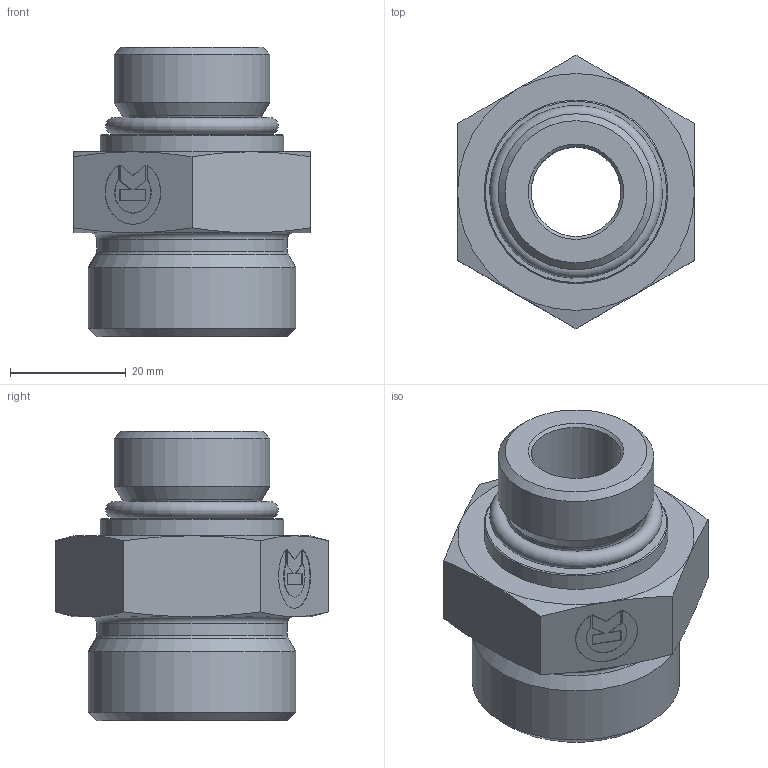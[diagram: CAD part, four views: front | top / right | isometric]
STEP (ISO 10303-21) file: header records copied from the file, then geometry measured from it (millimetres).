
FILE_DESCRIPTION((''),'2;1');
FILE_NAME('17225111636.stp','2014-08-11T17:24:40',(''),('KNOMI spol. s r. o.'),'Autodesk Inventor 2012','Autodesk Inventor 2012','');
FILE_SCHEMA(('AUTOMOTIVE_DESIGN { 1 2 10303 214 0 1 1 1 }'));
Length unit declared in the file: millimetre
Products named in the file (3): PH-UN 25S 1 1/16- 12/M36x2; 17425111636; 606234729590
Assembly tree (2 placements, depth 2):
  PH-UN 25S 1 1/16- 12/M36x2
    17425111636
    606234729590
Bounding box: 41 x 47.34 x 50.1 mm (x, y, z)
Volume: 35217.1 mm3; surface area: 11538.7 mm2
Topology: 2 solids, 2 shells, 78 faces, 182 edges, 114 vertices
Faces by surface type: plane 42, cone 20, cylinder 11, torus 5
Full cylindrical faces by diameter (mm): 15.5 x1, 24 x1, 25 x1, 26.988 x1, 31.8 x1, 33 x1, 36 x1
Entity records: 2222 total; most frequent: CARTESIAN_POINT 398, DIRECTION 346, ORIENTED_EDGE 316, EDGE_CURVE 158, AXIS2_PLACEMENT_3D 129, VERTEX_POINT 109, EDGE_LOOP 107, VECTOR 88
